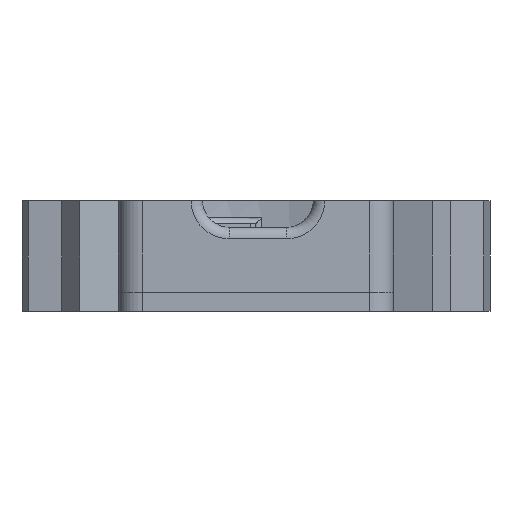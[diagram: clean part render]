
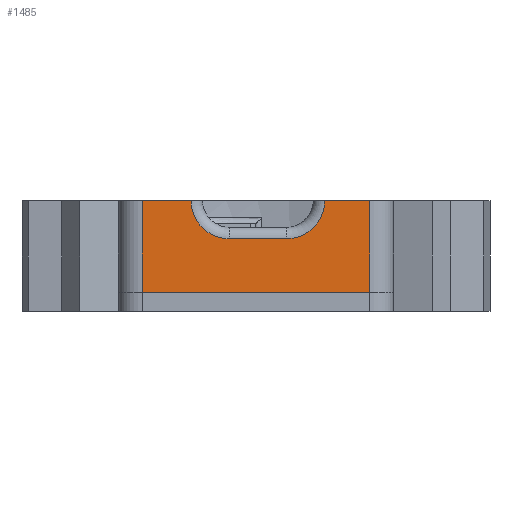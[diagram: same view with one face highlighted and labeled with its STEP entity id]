
A CAD part, left-side view. The second image highlights one B-rep face of the part: STEP entity #1485.
In plain terms, the highlighted planar face has unit normal (-1, 0, 0).
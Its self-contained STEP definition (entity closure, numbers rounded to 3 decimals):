
#32 = PLANE('',#33);
#33 = AXIS2_PLACEMENT_3D('',#34,#35,#36);
#34 = CARTESIAN_POINT('',(41.434,18.288,14.732));
#35 = DIRECTION('',(0.,0.,1.));
#36 = DIRECTION('',(0.,1.,0.));
#341 = VERTEX_POINT('',#342);
#342 = CARTESIAN_POINT('',(0.,9.144,14.732));
#361 = TOROIDAL_SURFACE('',#362,5.08,1.524);
#362 = AXIS2_PLACEMENT_3D('',#363,#364,#365);
#363 = CARTESIAN_POINT('',(1.524,14.224,14.732));
#364 = DIRECTION('',(-1.,-0.,-0.));
#365 = DIRECTION('',(0.,0.,-1.));
#373 = EDGE_CURVE('',#341,#374,#376,.T.);
#374 = VERTEX_POINT('',#375);
#375 = CARTESIAN_POINT('',(0.,3.175,14.732));
#376 = SURFACE_CURVE('',#377,(#381,#388),.PCURVE_S1.);
#377 = LINE('',#378,#379);
#378 = CARTESIAN_POINT('',(0.,36.576,14.732));
#379 = VECTOR('',#380,1.);
#380 = DIRECTION('',(0.,-1.,0.));
#381 = PCURVE('',#32,#382);
#382 = DEFINITIONAL_REPRESENTATION('',(#383),#387);
#383 = LINE('',#384,#385);
#384 = CARTESIAN_POINT('',(18.288,41.434));
#385 = VECTOR('',#386,1.);
#386 = DIRECTION('',(-1.,0.));
#387 = ( GEOMETRIC_REPRESENTATION_CONTEXT(2) 
PARAMETRIC_REPRESENTATION_CONTEXT() REPRESENTATION_CONTEXT('2D SPACE',''
  ) );
#388 = PCURVE('',#389,#394);
#389 = PLANE('',#390);
#390 = AXIS2_PLACEMENT_3D('',#391,#392,#393);
#391 = CARTESIAN_POINT('',(0.,36.576,2.54));
#392 = DIRECTION('',(1.,0.,0.));
#393 = DIRECTION('',(0.,-1.,0.));
#394 = DEFINITIONAL_REPRESENTATION('',(#395),#399);
#395 = LINE('',#396,#397);
#396 = CARTESIAN_POINT('',(0.,-12.192));
#397 = VECTOR('',#398,1.);
#398 = DIRECTION('',(1.,0.));
#399 = ( GEOMETRIC_REPRESENTATION_CONTEXT(2) 
PARAMETRIC_REPRESENTATION_CONTEXT() REPRESENTATION_CONTEXT('2D SPACE',''
  ) );
#422 = CYLINDRICAL_SURFACE('',#423,3.175);
#423 = AXIS2_PLACEMENT_3D('',#424,#425,#426);
#424 = CARTESIAN_POINT('',(3.175,3.175,2.54));
#425 = DIRECTION('',(0.,0.,1.));
#426 = DIRECTION('',(0.,-1.,0.));
#1206 = VERTEX_POINT('',#1207);
#1207 = CARTESIAN_POINT('',(0.,33.401,14.732));
#1226 = CYLINDRICAL_SURFACE('',#1227,3.175);
#1227 = AXIS2_PLACEMENT_3D('',#1228,#1229,#1230);
#1228 = CARTESIAN_POINT('',(3.175,33.401,2.54));
#1229 = DIRECTION('',(0.,0.,1.));
#1230 = DIRECTION('',(-1.,0.,0.));
#1238 = EDGE_CURVE('',#1206,#1239,#1241,.T.);
#1239 = VERTEX_POINT('',#1240);
#1240 = CARTESIAN_POINT('',(0.,26.924,14.732));
#1241 = SURFACE_CURVE('',#1242,(#1246,#1253),.PCURVE_S1.);
#1242 = LINE('',#1243,#1244);
#1243 = CARTESIAN_POINT('',(0.,36.576,14.732));
#1244 = VECTOR('',#1245,1.);
#1245 = DIRECTION('',(0.,-1.,0.));
#1246 = PCURVE('',#32,#1247);
#1247 = DEFINITIONAL_REPRESENTATION('',(#1248),#1252);
#1248 = LINE('',#1249,#1250);
#1249 = CARTESIAN_POINT('',(18.288,41.434));
#1250 = VECTOR('',#1251,1.);
#1251 = DIRECTION('',(-1.,0.));
#1252 = ( GEOMETRIC_REPRESENTATION_CONTEXT(2) 
PARAMETRIC_REPRESENTATION_CONTEXT() REPRESENTATION_CONTEXT('2D SPACE',''
  ) );
#1253 = PCURVE('',#389,#1254);
#1254 = DEFINITIONAL_REPRESENTATION('',(#1255),#1259);
#1255 = LINE('',#1256,#1257);
#1256 = CARTESIAN_POINT('',(0.,-12.192));
#1257 = VECTOR('',#1258,1.);
#1258 = DIRECTION('',(1.,0.));
#1259 = ( GEOMETRIC_REPRESENTATION_CONTEXT(2) 
PARAMETRIC_REPRESENTATION_CONTEXT() REPRESENTATION_CONTEXT('2D SPACE',''
  ) );
#1276 = TOROIDAL_SURFACE('',#1277,5.08,1.524);
#1277 = AXIS2_PLACEMENT_3D('',#1278,#1279,#1280);
#1278 = CARTESIAN_POINT('',(1.524,21.844,14.732));
#1279 = DIRECTION('',(-1.,-0.,-0.));
#1280 = DIRECTION('',(0.,1.,0.));
#1370 = EDGE_CURVE('',#1239,#1371,#1373,.T.);
#1371 = VERTEX_POINT('',#1372);
#1372 = CARTESIAN_POINT('',(0.,21.844,9.652));
#1373 = SURFACE_CURVE('',#1374,(#1379,#1386),.PCURVE_S1.);
#1374 = CIRCLE('',#1375,5.08);
#1375 = AXIS2_PLACEMENT_3D('',#1376,#1377,#1378);
#1376 = CARTESIAN_POINT('',(0.,21.844,14.732));
#1377 = DIRECTION('',(-1.,0.,0.));
#1378 = DIRECTION('',(0.,1.,0.));
#1379 = PCURVE('',#1276,#1380);
#1380 = DEFINITIONAL_REPRESENTATION('',(#1381),#1385);
#1381 = LINE('',#1382,#1383);
#1382 = CARTESIAN_POINT('',(0.,1.571));
#1383 = VECTOR('',#1384,1.);
#1384 = DIRECTION('',(1.,0.));
#1385 = ( GEOMETRIC_REPRESENTATION_CONTEXT(2) 
PARAMETRIC_REPRESENTATION_CONTEXT() REPRESENTATION_CONTEXT('2D SPACE',''
  ) );
#1386 = PCURVE('',#389,#1387);
#1387 = DEFINITIONAL_REPRESENTATION('',(#1388),#1396);
#1388 = ( BOUNDED_CURVE() B_SPLINE_CURVE(2,(#1389,#1390,#1391,#1392,
#1393,#1394,#1395),.UNSPECIFIED.,.T.,.F.) B_SPLINE_CURVE_WITH_KNOTS((1,2
    ,2,2,2,1),(-2.094,0.,2.094,4.189,
6.283,8.378),.UNSPECIFIED.) CURVE() 
GEOMETRIC_REPRESENTATION_ITEM() RATIONAL_B_SPLINE_CURVE((1.,0.5,1.,0.5,
1.,0.5,1.)) REPRESENTATION_ITEM('') );
#1389 = CARTESIAN_POINT('',(9.652,-12.192));
#1390 = CARTESIAN_POINT('',(9.652,-3.393));
#1391 = CARTESIAN_POINT('',(17.272,-7.793));
#1392 = CARTESIAN_POINT('',(24.892,-12.192));
#1393 = CARTESIAN_POINT('',(17.272,-16.591));
#1394 = CARTESIAN_POINT('',(9.652,-20.991));
#1395 = CARTESIAN_POINT('',(9.652,-12.192));
#1396 = ( GEOMETRIC_REPRESENTATION_CONTEXT(2) 
PARAMETRIC_REPRESENTATION_CONTEXT() REPRESENTATION_CONTEXT('2D SPACE',''
  ) );
#1413 = CYLINDRICAL_SURFACE('',#1414,1.524);
#1414 = AXIS2_PLACEMENT_3D('',#1415,#1416,#1417);
#1415 = CARTESIAN_POINT('',(1.524,21.844,9.652));
#1416 = DIRECTION('',(0.,-1.,0.));
#1417 = DIRECTION('',(-1.,0.,0.));
#1485 = ADVANCED_FACE('',(#1486),#389,.F.);
#1486 = FACE_BOUND('',#1487,.F.);
#1487 = EDGE_LOOP('',(#1488,#1489,#1490,#1513,#1539,#1540,#1563,#1591));
#1488 = ORIENTED_EDGE('',*,*,#1238,.T.);
#1489 = ORIENTED_EDGE('',*,*,#1370,.T.);
#1490 = ORIENTED_EDGE('',*,*,#1491,.T.);
#1491 = EDGE_CURVE('',#1371,#1492,#1494,.T.);
#1492 = VERTEX_POINT('',#1493);
#1493 = CARTESIAN_POINT('',(0.,14.224,9.652));
#1494 = SURFACE_CURVE('',#1495,(#1499,#1506),.PCURVE_S1.);
#1495 = LINE('',#1496,#1497);
#1496 = CARTESIAN_POINT('',(0.,21.844,9.652));
#1497 = VECTOR('',#1498,1.);
#1498 = DIRECTION('',(0.,-1.,0.));
#1499 = PCURVE('',#389,#1500);
#1500 = DEFINITIONAL_REPRESENTATION('',(#1501),#1505);
#1501 = LINE('',#1502,#1503);
#1502 = CARTESIAN_POINT('',(14.732,-7.112));
#1503 = VECTOR('',#1504,1.);
#1504 = DIRECTION('',(1.,0.));
#1505 = ( GEOMETRIC_REPRESENTATION_CONTEXT(2) 
PARAMETRIC_REPRESENTATION_CONTEXT() REPRESENTATION_CONTEXT('2D SPACE',''
  ) );
#1506 = PCURVE('',#1413,#1507);
#1507 = DEFINITIONAL_REPRESENTATION('',(#1508),#1512);
#1508 = LINE('',#1509,#1510);
#1509 = CARTESIAN_POINT('',(-0.,0.));
#1510 = VECTOR('',#1511,1.);
#1511 = DIRECTION('',(-0.,1.));
#1512 = ( GEOMETRIC_REPRESENTATION_CONTEXT(2) 
PARAMETRIC_REPRESENTATION_CONTEXT() REPRESENTATION_CONTEXT('2D SPACE',''
  ) );
#1513 = ORIENTED_EDGE('',*,*,#1514,.T.);
#1514 = EDGE_CURVE('',#1492,#341,#1515,.T.);
#1515 = SURFACE_CURVE('',#1516,(#1521,#1532),.PCURVE_S1.);
#1516 = CIRCLE('',#1517,5.08);
#1517 = AXIS2_PLACEMENT_3D('',#1518,#1519,#1520);
#1518 = CARTESIAN_POINT('',(0.,14.224,14.732));
#1519 = DIRECTION('',(-1.,-0.,-0.));
#1520 = DIRECTION('',(0.,0.,-1.));
#1521 = PCURVE('',#389,#1522);
#1522 = DEFINITIONAL_REPRESENTATION('',(#1523),#1531);
#1523 = ( BOUNDED_CURVE() B_SPLINE_CURVE(2,(#1524,#1525,#1526,#1527,
#1528,#1529,#1530),.UNSPECIFIED.,.T.,.F.) B_SPLINE_CURVE_WITH_KNOTS((1,2
    ,2,2,2,1),(-2.094,0.,2.094,4.189,
6.283,8.378),.UNSPECIFIED.) CURVE() 
GEOMETRIC_REPRESENTATION_ITEM() RATIONAL_B_SPLINE_CURVE((1.,0.5,1.,0.5,
1.,0.5,1.)) REPRESENTATION_ITEM('') );
#1524 = CARTESIAN_POINT('',(22.352,-7.112));
#1525 = CARTESIAN_POINT('',(31.151,-7.112));
#1526 = CARTESIAN_POINT('',(26.751,-14.732));
#1527 = CARTESIAN_POINT('',(22.352,-22.352));
#1528 = CARTESIAN_POINT('',(17.953,-14.732));
#1529 = CARTESIAN_POINT('',(13.553,-7.112));
#1530 = CARTESIAN_POINT('',(22.352,-7.112));
#1531 = ( GEOMETRIC_REPRESENTATION_CONTEXT(2) 
PARAMETRIC_REPRESENTATION_CONTEXT() REPRESENTATION_CONTEXT('2D SPACE',''
  ) );
#1532 = PCURVE('',#361,#1533);
#1533 = DEFINITIONAL_REPRESENTATION('',(#1534),#1538);
#1534 = LINE('',#1535,#1536);
#1535 = CARTESIAN_POINT('',(0.,1.571));
#1536 = VECTOR('',#1537,1.);
#1537 = DIRECTION('',(1.,0.));
#1538 = ( GEOMETRIC_REPRESENTATION_CONTEXT(2) 
PARAMETRIC_REPRESENTATION_CONTEXT() REPRESENTATION_CONTEXT('2D SPACE',''
  ) );
#1539 = ORIENTED_EDGE('',*,*,#373,.T.);
#1540 = ORIENTED_EDGE('',*,*,#1541,.F.);
#1541 = EDGE_CURVE('',#1542,#374,#1544,.T.);
#1542 = VERTEX_POINT('',#1543);
#1543 = CARTESIAN_POINT('',(0.,3.175,2.54));
#1544 = SURFACE_CURVE('',#1545,(#1549,#1556),.PCURVE_S1.);
#1545 = LINE('',#1546,#1547);
#1546 = CARTESIAN_POINT('',(0.,3.175,2.54));
#1547 = VECTOR('',#1548,1.);
#1548 = DIRECTION('',(0.,0.,1.));
#1549 = PCURVE('',#389,#1550);
#1550 = DEFINITIONAL_REPRESENTATION('',(#1551),#1555);
#1551 = LINE('',#1552,#1553);
#1552 = CARTESIAN_POINT('',(33.401,0.));
#1553 = VECTOR('',#1554,1.);
#1554 = DIRECTION('',(0.,-1.));
#1555 = ( GEOMETRIC_REPRESENTATION_CONTEXT(2) 
PARAMETRIC_REPRESENTATION_CONTEXT() REPRESENTATION_CONTEXT('2D SPACE',''
  ) );
#1556 = PCURVE('',#422,#1557);
#1557 = DEFINITIONAL_REPRESENTATION('',(#1558),#1562);
#1558 = LINE('',#1559,#1560);
#1559 = CARTESIAN_POINT('',(-1.571,0.));
#1560 = VECTOR('',#1561,1.);
#1561 = DIRECTION('',(-0.,1.));
#1562 = ( GEOMETRIC_REPRESENTATION_CONTEXT(2) 
PARAMETRIC_REPRESENTATION_CONTEXT() REPRESENTATION_CONTEXT('2D SPACE',''
  ) );
#1563 = ORIENTED_EDGE('',*,*,#1564,.F.);
#1564 = EDGE_CURVE('',#1565,#1542,#1567,.T.);
#1565 = VERTEX_POINT('',#1566);
#1566 = CARTESIAN_POINT('',(0.,33.401,2.54));
#1567 = SURFACE_CURVE('',#1568,(#1572,#1579),.PCURVE_S1.);
#1568 = LINE('',#1569,#1570);
#1569 = CARTESIAN_POINT('',(0.,36.576,2.54));
#1570 = VECTOR('',#1571,1.);
#1571 = DIRECTION('',(0.,-1.,0.));
#1572 = PCURVE('',#389,#1573);
#1573 = DEFINITIONAL_REPRESENTATION('',(#1574),#1578);
#1574 = LINE('',#1575,#1576);
#1575 = CARTESIAN_POINT('',(0.,0.));
#1576 = VECTOR('',#1577,1.);
#1577 = DIRECTION('',(1.,0.));
#1578 = ( GEOMETRIC_REPRESENTATION_CONTEXT(2) 
PARAMETRIC_REPRESENTATION_CONTEXT() REPRESENTATION_CONTEXT('2D SPACE',''
  ) );
#1579 = PCURVE('',#1580,#1585);
#1580 = PLANE('',#1581);
#1581 = AXIS2_PLACEMENT_3D('',#1582,#1583,#1584);
#1582 = CARTESIAN_POINT('',(0.,36.576,0.));
#1583 = DIRECTION('',(1.,0.,0.));
#1584 = DIRECTION('',(0.,-1.,0.));
#1585 = DEFINITIONAL_REPRESENTATION('',(#1586),#1590);
#1586 = LINE('',#1587,#1588);
#1587 = CARTESIAN_POINT('',(0.,-2.54));
#1588 = VECTOR('',#1589,1.);
#1589 = DIRECTION('',(1.,0.));
#1590 = ( GEOMETRIC_REPRESENTATION_CONTEXT(2) 
PARAMETRIC_REPRESENTATION_CONTEXT() REPRESENTATION_CONTEXT('2D SPACE',''
  ) );
#1591 = ORIENTED_EDGE('',*,*,#1592,.T.);
#1592 = EDGE_CURVE('',#1565,#1206,#1593,.T.);
#1593 = SURFACE_CURVE('',#1594,(#1598,#1605),.PCURVE_S1.);
#1594 = LINE('',#1595,#1596);
#1595 = CARTESIAN_POINT('',(0.,33.401,2.54));
#1596 = VECTOR('',#1597,1.);
#1597 = DIRECTION('',(0.,0.,1.));
#1598 = PCURVE('',#389,#1599);
#1599 = DEFINITIONAL_REPRESENTATION('',(#1600),#1604);
#1600 = LINE('',#1601,#1602);
#1601 = CARTESIAN_POINT('',(3.175,0.));
#1602 = VECTOR('',#1603,1.);
#1603 = DIRECTION('',(0.,-1.));
#1604 = ( GEOMETRIC_REPRESENTATION_CONTEXT(2) 
PARAMETRIC_REPRESENTATION_CONTEXT() REPRESENTATION_CONTEXT('2D SPACE',''
  ) );
#1605 = PCURVE('',#1226,#1606);
#1606 = DEFINITIONAL_REPRESENTATION('',(#1607),#1611);
#1607 = LINE('',#1608,#1609);
#1608 = CARTESIAN_POINT('',(-0.,0.));
#1609 = VECTOR('',#1610,1.);
#1610 = DIRECTION('',(-0.,1.));
#1611 = ( GEOMETRIC_REPRESENTATION_CONTEXT(2) 
PARAMETRIC_REPRESENTATION_CONTEXT() REPRESENTATION_CONTEXT('2D SPACE',''
  ) );
